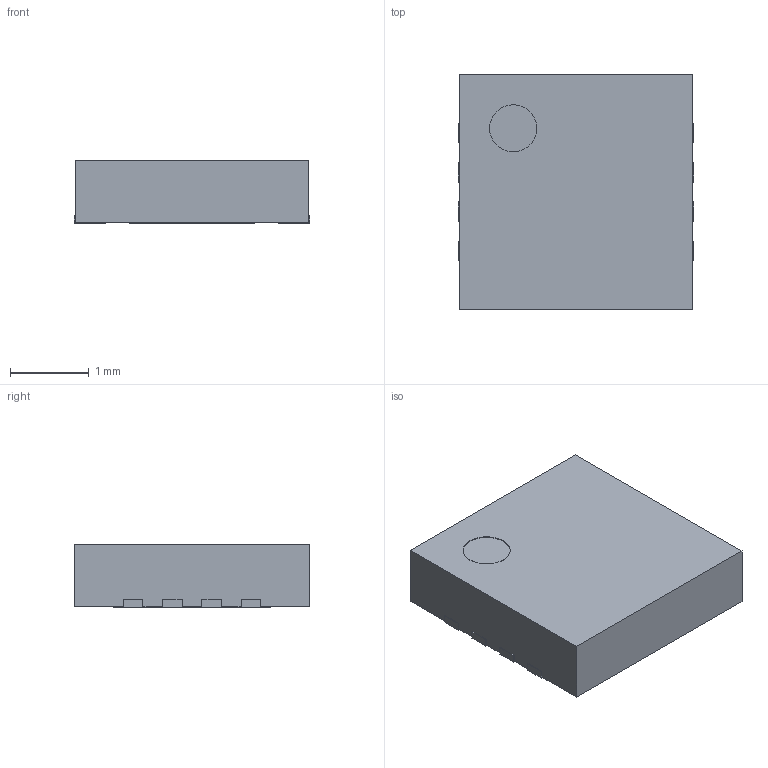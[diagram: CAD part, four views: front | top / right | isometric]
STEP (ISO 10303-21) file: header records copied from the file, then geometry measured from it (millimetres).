
FILE_DESCRIPTION (( 'STEP AP214' ), '1' );
FILE_NAME ('WSON-8-1EP_3x3mm_P0.5mm_EP1.6x2.0mm.step', '2018-01-28T13:51:41', ( '' ), ( '' ), 'SwSTEP 2.0', 'SolidWorks 2017', '' );
FILE_SCHEMA (( 'AUTOMOTIVE_DESIGN' ));
Length unit declared in the file: millimetre
Products named in the file (1): WSON-8-1EP_3x3mm_P0.5mm_EP1.6x2.0mm
Bounding box: 3 x 3 x 0.8 mm (x, y, z)
Volume: 7.1 mm3; surface area: 27.6 mm2
Topology: 1 solids, 1 shells, 63 faces, 177 edges, 118 vertices
Faces by surface type: plane 61, cylinder 2
Entity records: 2095 total; most frequent: CARTESIAN_POINT 359, ORIENTED_EDGE 354, DIRECTION 309, EDGE_CURVE 177, LINE 173, VECTOR 173, VERTEX_POINT 118, AXIS2_PLACEMENT_3D 68
